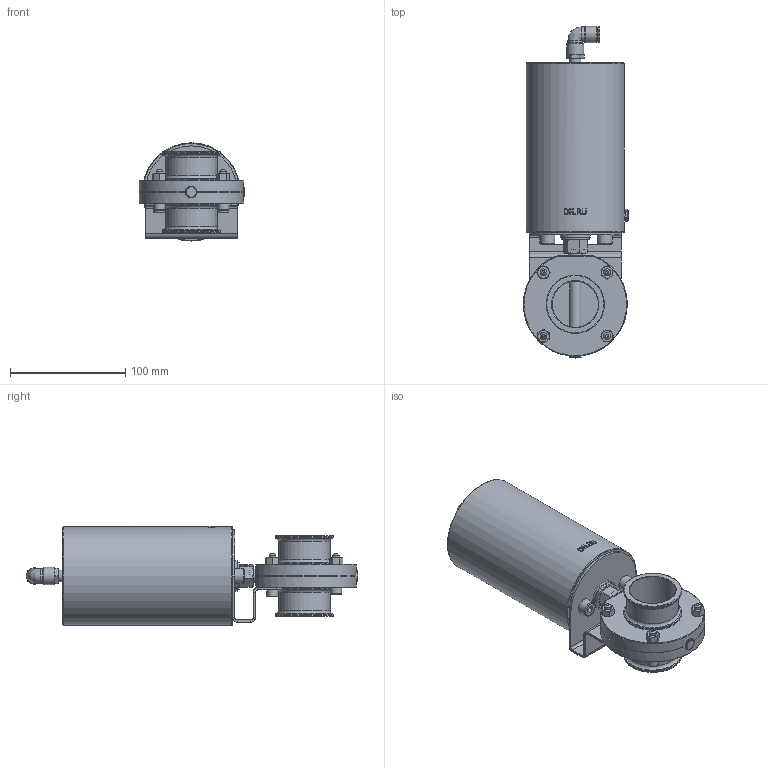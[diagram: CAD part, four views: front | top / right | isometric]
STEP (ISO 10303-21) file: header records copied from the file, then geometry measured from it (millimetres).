
FILE_DESCRIPTION(/* description */ (''),/* implementation_level */ '2;1');
FILE_NAME(/* name */ 'DN40_3D_STEP.stp',/* time_stamp */ '2025-12-25T15:21:27+03:00',/* author */ ('igorr'),/* organization */ (''),/* preprocessor_version */ 'ST-DEVELOPER v20',/* originating_system */ 'Autodesk Inventor 2025',/* authorisation */ '');
FILE_SCHEMA (('AUTOMOTIVE_DESIGN { 1 0 10303 214 3 1 1 }'));
Length unit declared in the file: millimetre
Products named in the file (9): Сборка1; Деталь1; Деталь; Деталь2; ANSI B18.2.4.2M - M12x1,75; AS 1420 - 1973 - M6 x 10; AS 1420 - 1973 - M8 x 16; ANSI B18.2.4.2M - M6x1; AS 1421 - M6 x 10 засверленный 
конец
Assembly tree (18 placements, depth 2):
  Сборка1
    Деталь1
    Деталь
    Деталь2
    ANSI B18.2.4.2M - M12x1,75
    AS 1420 - 1973 - M6 x 10  x4
    AS 1420 - 1973 - M8 x 16  x2
    ANSI B18.2.4.2M - M6x1  x4
    AS 1421 - M6 x 10 засверленный 
конец  x4
Bounding box: 91.25 x 287.68 x 85 mm (x, y, z)
Volume: 993601.3 mm3; surface area: 133672.5 mm2
Topology: 20 solids, 20 shells, 567 faces, 1334 edges, 830 vertices
Faces by surface type: plane 277, cylinder 117, cone 103, torus 42, bspline 26, sphere 2
Full cylindrical faces by diameter (mm): 4.917 x4, 5 x8, 5.896 x1, 6 x8, 7.534 x1, 8 x2, 8.533 x2, 9 x2, 9.73 x1, 10 x6, 10.106 x1, 10.198 x1, 11.437 x1, 12 x1, 13 x4, 14 x2, 14.678 x1, 15 x1, 18 x1, 20 x2, 24 x1, 26 x1, 40 x2, 44.603 x2, 50.5 x4, 76 x1, 82 x1, 85 x1
Entity records: 13091 total; most frequent: CARTESIAN_POINT 3482, DIRECTION 1927, ORIENTED_EDGE 1834, EDGE_CURVE 917, AXIS2_PLACEMENT_3D 771, VERTEX_POINT 581, EDGE_LOOP 444, LINE 385
